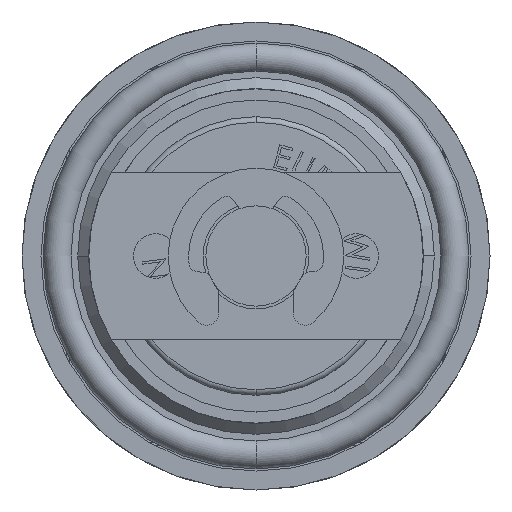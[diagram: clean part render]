
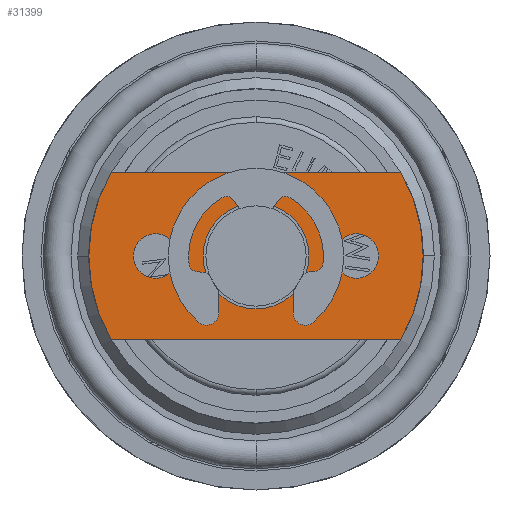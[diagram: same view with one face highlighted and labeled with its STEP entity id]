
A CAD part, front view. The second image highlights one B-rep face of the part: STEP entity #31399.
In plain terms, the highlighted planar face has unit normal (0, -1, 0).
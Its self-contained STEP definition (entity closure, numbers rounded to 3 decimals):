
#288 = CIRCLE ( 'NONE', #56515, 15. ) ;
#2118 = ORIENTED_EDGE ( 'NONE', *, *, #41700, .T. ) ;
#2240 = ORIENTED_EDGE ( 'NONE', *, *, #60926, .F. ) ;
#2765 = DIRECTION ( 'NONE',  ( 0., 1., 0. ) ) ;
#2923 = ORIENTED_EDGE ( 'NONE', *, *, #65889, .F. ) ;
#3128 = CARTESIAN_POINT ( 'NONE',  ( -12.99, -117.7, 7.5 ) ) ;
#4111 = VERTEX_POINT ( 'NONE', #40717 ) ;
#4152 = DIRECTION ( 'NONE',  ( 0., 0., 1. ) ) ;
#4704 = DIRECTION ( 'NONE',  ( 0., 1., 0. ) ) ;
#4945 = VERTEX_POINT ( 'NONE', #53071 ) ;
#4948 = EDGE_LOOP ( 'NONE', ( #11269, #23646 ) ) ;
#6140 = EDGE_CURVE ( 'NONE', #45857, #33955, #60495, .T. ) ;
#6966 = AXIS2_PLACEMENT_3D ( 'NONE', #36372, #41553, #46406 ) ;
#7333 = CARTESIAN_POINT ( 'NONE',  ( 0., -117.7, 4.75 ) ) ;
#10573 = DIRECTION ( 'NONE',  ( 0., 0., 1. ) ) ;
#10795 = DIRECTION ( 'NONE',  ( 0., 1., 0. ) ) ;
#11269 = ORIENTED_EDGE ( 'NONE', *, *, #18207, .T. ) ;
#11310 = AXIS2_PLACEMENT_3D ( 'NONE', #57994, #4704, #10573 ) ;
#11648 = AXIS2_PLACEMENT_3D ( 'NONE', #63386, #52320, #26408 ) ;
#11859 = VERTEX_POINT ( 'NONE', #47216 ) ;
#13000 = CARTESIAN_POINT ( 'NONE',  ( 9., -117.7, 0. ) ) ;
#14394 = ORIENTED_EDGE ( 'NONE', *, *, #32892, .T. ) ;
#14505 = EDGE_LOOP ( 'NONE', ( #40233, #2923, #24623, #2240 ) ) ;
#14971 = CIRCLE ( 'NONE', #11648, 2. ) ;
#15677 = EDGE_CURVE ( 'NONE', #46431, #4111, #50449, .T. ) ;
#15834 = DIRECTION ( 'NONE',  ( 0., 1., 0. ) ) ;
#16161 = AXIS2_PLACEMENT_3D ( 'NONE', #18714, #2765, #4152 ) ;
#16752 = CARTESIAN_POINT ( 'NONE',  ( 0., -117.7, -4.75 ) ) ;
#17989 = AXIS2_PLACEMENT_3D ( 'NONE', #37824, #10795, #63716 ) ;
#18000 = EDGE_LOOP ( 'NONE', ( #2118, #48217 ) ) ;
#18207 = EDGE_CURVE ( 'NONE', #43669, #20815, #50227, .T. ) ;
#18714 = CARTESIAN_POINT ( 'NONE',  ( -9., -117.7, 0. ) ) ;
#20622 = FACE_OUTER_BOUND ( 'NONE', #14505, .T. ) ;
#20815 = VERTEX_POINT ( 'NONE', #31199 ) ;
#22875 = AXIS2_PLACEMENT_3D ( 'NONE', #58650, #36181, #47943 ) ;
#23254 = EDGE_CURVE ( 'NONE', #25084, #11859, #288, .T. ) ;
#23552 = VERTEX_POINT ( 'NONE', #38598 ) ;
#23646 = ORIENTED_EDGE ( 'NONE', *, *, #33882, .T. ) ;
#24623 = ORIENTED_EDGE ( 'NONE', *, *, #45767, .F. ) ;
#25084 = VERTEX_POINT ( 'NONE', #30551 ) ;
#25154 = CARTESIAN_POINT ( 'NONE',  ( 9., -117.7, -2. ) ) ;
#26408 = DIRECTION ( 'NONE',  ( 0., 0., 1. ) ) ;
#28234 = DIRECTION ( 'NONE',  ( -1., 0., 0. ) ) ;
#28488 = EDGE_LOOP ( 'NONE', ( #14394, #56768 ) ) ;
#29432 = VECTOR ( 'NONE', #45740, 1000. ) ;
#30297 = CARTESIAN_POINT ( 'NONE',  ( -9., -117.7, 2. ) ) ;
#30551 = CARTESIAN_POINT ( 'NONE',  ( -12.99, -117.7, -7.5 ) ) ;
#31199 = CARTESIAN_POINT ( 'NONE',  ( 9., -117.7, 2. ) ) ;
#31399 = ADVANCED_FACE ( 'NONE', ( #46613, #20622, #63842, #52774 ), #36572, .F. ) ;
#32892 = EDGE_CURVE ( 'NONE', #33955, #45857, #44569, .T. ) ;
#33882 = EDGE_CURVE ( 'NONE', #20815, #43669, #14971, .T. ) ;
#33955 = VERTEX_POINT ( 'NONE', #7333 ) ;
#36181 = DIRECTION ( 'NONE',  ( 0., 1., 0. ) ) ;
#36372 = CARTESIAN_POINT ( 'NONE',  ( 0., -117.7, 0. ) ) ;
#36572 = PLANE ( 'NONE',  #11310 ) ;
#36969 = DIRECTION ( 'NONE',  ( 0., 0., 1. ) ) ;
#37824 = CARTESIAN_POINT ( 'NONE',  ( -9., -117.7, 0. ) ) ;
#38598 = CARTESIAN_POINT ( 'NONE',  ( 12.99, -117.7, 7.5 ) ) ;
#39529 = AXIS2_PLACEMENT_3D ( 'NONE', #58116, #50928, #40585 ) ;
#40233 = ORIENTED_EDGE ( 'NONE', *, *, #23254, .F. ) ;
#40585 = DIRECTION ( 'NONE',  ( 0., 0., 1. ) ) ;
#40717 = CARTESIAN_POINT ( 'NONE',  ( -9., -117.7, -2. ) ) ;
#41241 = CIRCLE ( 'NONE', #17989, 2. ) ;
#41553 = DIRECTION ( 'NONE',  ( 0., 1., 0. ) ) ;
#41700 = EDGE_CURVE ( 'NONE', #4111, #46431, #41241, .T. ) ;
#43669 = VERTEX_POINT ( 'NONE', #25154 ) ;
#44569 = CIRCLE ( 'NONE', #6966, 4.75 ) ;
#45740 = DIRECTION ( 'NONE',  ( 1., 0., 0. ) ) ;
#45767 = EDGE_CURVE ( 'NONE', #23552, #4945, #48287, .T. ) ;
#45857 = VERTEX_POINT ( 'NONE', #16752 ) ;
#46406 = DIRECTION ( 'NONE',  ( 0., 0., 1. ) ) ;
#46431 = VERTEX_POINT ( 'NONE', #30297 ) ;
#46613 = FACE_BOUND ( 'NONE', #4948, .T. ) ;
#47216 = CARTESIAN_POINT ( 'NONE',  ( -12.99, -117.7, 7.5 ) ) ;
#47943 = DIRECTION ( 'NONE',  ( 0., 0., 1. ) ) ;
#48217 = ORIENTED_EDGE ( 'NONE', *, *, #15677, .T. ) ;
#48287 = CIRCLE ( 'NONE', #22875, 15. ) ;
#50090 = VECTOR ( 'NONE', #28234, 1000. ) ;
#50227 = CIRCLE ( 'NONE', #56852, 2. ) ;
#50449 = CIRCLE ( 'NONE', #16161, 2. ) ;
#50928 = DIRECTION ( 'NONE',  ( 0., 1., 0. ) ) ;
#51054 = DIRECTION ( 'NONE',  ( 0., 1., 0. ) ) ;
#52320 = DIRECTION ( 'NONE',  ( 0., 1., 0. ) ) ;
#52774 = FACE_BOUND ( 'NONE', #18000, .T. ) ;
#53071 = CARTESIAN_POINT ( 'NONE',  ( 12.99, -117.7, -7.5 ) ) ;
#55915 = DIRECTION ( 'NONE',  ( 0., 0., 1. ) ) ;
#56515 = AXIS2_PLACEMENT_3D ( 'NONE', #63224, #15834, #36969 ) ;
#56768 = ORIENTED_EDGE ( 'NONE', *, *, #6140, .T. ) ;
#56852 = AXIS2_PLACEMENT_3D ( 'NONE', #13000, #51054, #55915 ) ;
#57994 = CARTESIAN_POINT ( 'NONE',  ( 0., -117.7, 0. ) ) ;
#58116 = CARTESIAN_POINT ( 'NONE',  ( 0., -117.7, 0. ) ) ;
#58650 = CARTESIAN_POINT ( 'NONE',  ( 0., -117.7, 0. ) ) ;
#60495 = CIRCLE ( 'NONE', #39529, 4.75 ) ;
#60596 = LINE ( 'NONE', #3128, #29432 ) ;
#60926 = EDGE_CURVE ( 'NONE', #11859, #23552, #60596, .T. ) ;
#63224 = CARTESIAN_POINT ( 'NONE',  ( 0., -117.7, 0. ) ) ;
#63386 = CARTESIAN_POINT ( 'NONE',  ( 9., -117.7, 0. ) ) ;
#63716 = DIRECTION ( 'NONE',  ( 0., 0., 1. ) ) ;
#63842 = FACE_BOUND ( 'NONE', #28488, .T. ) ;
#64527 = LINE ( 'NONE', #65214, #50090 ) ;
#65214 = CARTESIAN_POINT ( 'NONE',  ( -12.99, -117.7, -7.5 ) ) ;
#65889 = EDGE_CURVE ( 'NONE', #4945, #25084, #64527, .T. ) ;
